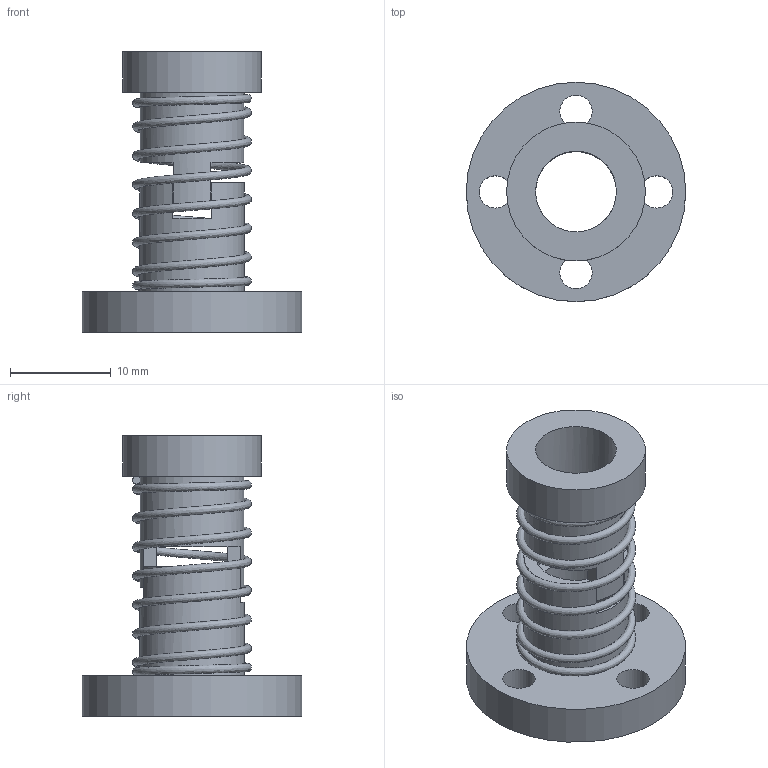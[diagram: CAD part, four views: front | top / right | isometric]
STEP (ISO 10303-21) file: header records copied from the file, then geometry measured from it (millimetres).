
FILE_DESCRIPTION(/* description */ (''),/* implementation_level */ '2;1');
FILE_NAME(/* name */ 'TR08.stp',/* time_stamp */ '2017-03-01T09:55:54+01:00',/* author */ ('Bartchez'),/* organization */ (''),/* preprocessor_version */ 'ST-DEVELOPER v16.5',/* originating_system */ 'Autodesk Inventor 2017',/* authorisation */ '');
FILE_SCHEMA (('AUTOMOTIVE_DESIGN { 1 0 10303 214 3 1 1 }'));
Length unit declared in the file: millimetre
Products named in the file (4): TR08; nakretka tr08; napinacz nakretki tr8; sprezyna nakretka tr 8
Assembly tree (3 placements, depth 2):
  TR08
    nakretka tr08
    napinacz nakretki tr8
    sprezyna nakretka tr 8
Bounding box: 21.75 x 21.75 x 27.8 mm (x, y, z)
Volume: 2286.3 mm3; surface area: 3347.9 mm2
Topology: 3 solids, 3 shells, 35 faces, 93 edges, 64 vertices
Faces by surface type: plane 22, cylinder 10, bspline 3
Full cylindrical faces by diameter (mm): 3.2 x4, 8 x2, 10.3 x1, 10.34 x1, 13.75 x1, 21.75 x1
Entity records: 2350 total; most frequent: CARTESIAN_POINT 1410, DIRECTION 190, ORIENTED_EDGE 150, AXIS2_PLACEMENT_3D 79, EDGE_CURVE 75, EDGE_LOOP 57, VERTEX_POINT 56, CIRCLE 40
